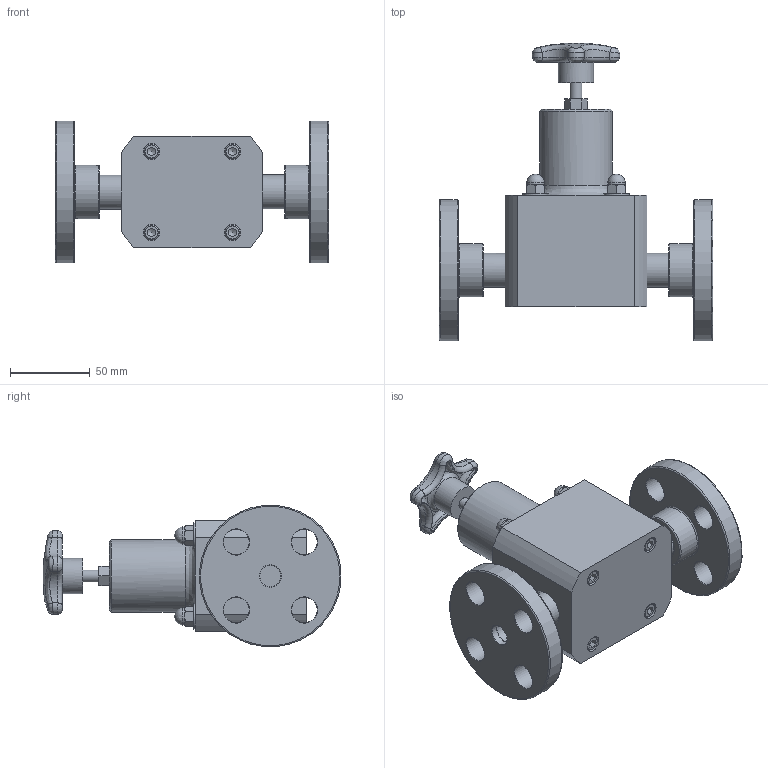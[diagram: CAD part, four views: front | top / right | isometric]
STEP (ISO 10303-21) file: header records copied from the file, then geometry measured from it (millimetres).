
FILE_DESCRIPTION((''),'2;1');
FILE_NAME('TVBF50-PVC_R0.stp','2017-07-25T10:17:42',('salesdesk5'),(''),'Autodesk Inventor 2009','Autodesk Inventor 2009','');
FILE_SCHEMA(('AUTOMOTIVE_DESIGN { 1 0 10303 214 1 1 1 1 }'));
Length unit declared in the file: inch
Products named in the file (1): TVBF50-PVC_R0
Bounding box: 171.45 x 186.82 x 88.56 mm (x, y, z)
Volume: 684563.3 mm3; surface area: 99118.7 mm2
Topology: 1 solids, 5 shells, 393 faces, 910 edges, 552 vertices
Faces by surface type: plane 152, bspline 111, cylinder 57, torus 41, sphere 17, cone 15
Full cylindrical faces by diameter (mm): 4.445 x4, 7.442 x1, 9.525 x4, 10.998 x4, 13.36 x2, 15.875 x4, 16.002 x8, 22.098 x1, 33.541 x2, 45.72 x1, 88.9 x2
Entity records: 15021 total; most frequent: CARTESIAN_POINT 6748, ORIENTED_EDGE 1592, DIRECTION 1546, EDGE_CURVE 796, AXIS2_PLACEMENT_3D 670, VERTEX_POINT 537, EDGE_LOOP 533, FACE_OUTER_BOUND 393
